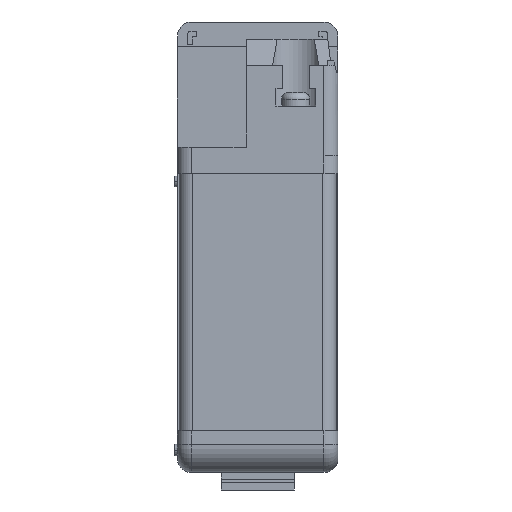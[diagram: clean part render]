
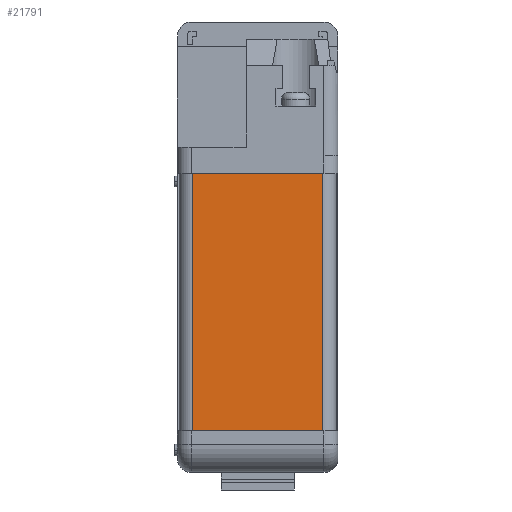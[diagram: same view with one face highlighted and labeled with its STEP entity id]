
A CAD part, front view. The second image highlights one B-rep face of the part: STEP entity #21791.
In plain terms, the highlighted planar face has unit normal (0, -1, 0).
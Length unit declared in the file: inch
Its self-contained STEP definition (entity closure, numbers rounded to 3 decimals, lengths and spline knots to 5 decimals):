
#249 = VERTEX_POINT ( 'NONE', #16525 ) ;
#720 = EDGE_CURVE ( 'NONE', #7504, #1843, #16834, .T. ) ;
#1843 = VERTEX_POINT ( 'NONE', #14775 ) ;
#2541 = CARTESIAN_POINT ( 'NONE',  ( -0.5775, -2.9375, 0.655 ) ) ;
#2595 = DIRECTION ( 'NONE',  ( -1., 0., 0. ) ) ;
#2842 = CARTESIAN_POINT ( 'NONE',  ( 0.5775, -2.9375, 0.655 ) ) ;
#4134 = EDGE_CURVE ( 'NONE', #249, #7223, #5355, .T. ) ;
#4850 = DIRECTION ( 'NONE',  ( 0., 0., -1. ) ) ;
#5355 = LINE ( 'NONE', #5484, #26368 ) ;
#5484 = CARTESIAN_POINT ( 'NONE',  ( 0.5775, -2.9375, 0.655 ) ) ;
#6053 = VECTOR ( 'NONE', #6777, 39.37008 ) ;
#6777 = DIRECTION ( 'NONE',  ( 0., 0., -1. ) ) ;
#6842 = PLANE ( 'NONE',  #23398 ) ;
#7048 = LINE ( 'NONE', #16783, #12481 ) ;
#7223 = VERTEX_POINT ( 'NONE', #11260 ) ;
#7504 = VERTEX_POINT ( 'NONE', #2541 ) ;
#7963 = CARTESIAN_POINT ( 'NONE',  ( 0.5775, -2.9375, 0.655 ) ) ;
#8814 = CARTESIAN_POINT ( 'NONE',  ( -0.5775, -2.9375, 0.655 ) ) ;
#11012 = EDGE_CURVE ( 'NONE', #249, #7504, #11261, .T. ) ;
#11064 = FACE_OUTER_BOUND ( 'NONE', #19363, .T. ) ;
#11260 = CARTESIAN_POINT ( 'NONE',  ( 0.5775, -2.9375, -1.63 ) ) ;
#11261 = LINE ( 'NONE', #7963, #16045 ) ;
#11719 = ORIENTED_EDGE ( 'NONE', *, *, #4134, .F. ) ;
#12481 = VECTOR ( 'NONE', #2595, 39.37008 ) ;
#14775 = CARTESIAN_POINT ( 'NONE',  ( -0.5775, -2.9375, -1.63 ) ) ;
#16045 = VECTOR ( 'NONE', #16218, 39.37008 ) ;
#16218 = DIRECTION ( 'NONE',  ( -1., 0., 0. ) ) ;
#16525 = CARTESIAN_POINT ( 'NONE',  ( 0.5775, -2.9375, 0.655 ) ) ;
#16783 = CARTESIAN_POINT ( 'NONE',  ( 0.5775, -2.9375, -1.63 ) ) ;
#16834 = LINE ( 'NONE', #8814, #6053 ) ;
#17013 = DIRECTION ( 'NONE',  ( 0., -1., 0. ) ) ;
#17646 = DIRECTION ( 'NONE',  ( 0., 0., -1. ) ) ;
#19363 = EDGE_LOOP ( 'NONE', ( #24284, #11719, #22126, #21348 ) ) ;
#21348 = ORIENTED_EDGE ( 'NONE', *, *, #720, .T. ) ;
#21791 = ADVANCED_FACE ( 'NONE', ( #11064 ), #6842, .T. ) ;
#22126 = ORIENTED_EDGE ( 'NONE', *, *, #11012, .T. ) ;
#23398 = AXIS2_PLACEMENT_3D ( 'NONE', #2842, #17013, #4850 ) ;
#24237 = EDGE_CURVE ( 'NONE', #7223, #1843, #7048, .T. ) ;
#24284 = ORIENTED_EDGE ( 'NONE', *, *, #24237, .F. ) ;
#26368 = VECTOR ( 'NONE', #17646, 39.37008 ) ;
